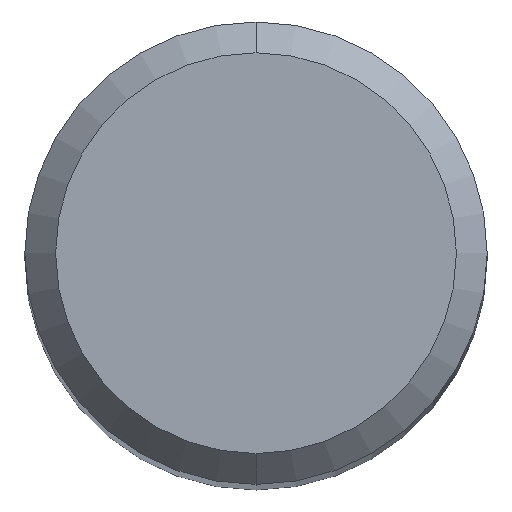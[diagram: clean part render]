
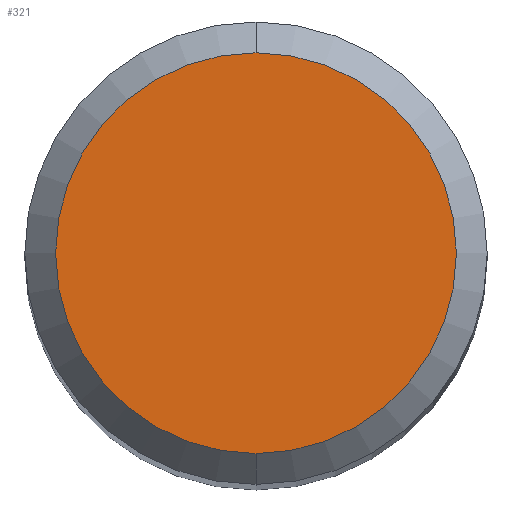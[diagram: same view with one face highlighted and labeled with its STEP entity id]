
A CAD part, top view. The second image highlights one B-rep face of the part: STEP entity #321.
In plain terms, the highlighted planar face has unit normal (0, 0, 1).
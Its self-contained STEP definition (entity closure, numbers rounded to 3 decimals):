
#321=ADVANCED_FACE('',(#872),#873,.T.);
#623=VERTEX_POINT('',#1196);
#703=VERTEX_POINT('',#1285);
#719=EDGE_CURVE('',#703,#623,#1302,.T.);
#797=EDGE_CURVE('',#623,#703,#1391,.T.);
#872=FACE_OUTER_BOUND('',#1549,.T.);
#873=PLANE('',#1550);
#1196=CARTESIAN_POINT('',(0.0,2.6,0.0));
#1285=CARTESIAN_POINT('',(0.,-2.6,0.0));
#1302=CIRCLE('',#3618,2.6);
#1391=CIRCLE('',#4092,2.6);
#1549=EDGE_LOOP('',(#4260,#4261));
#1550=AXIS2_PLACEMENT_3D('',#4262,#4263,#4264);
#3618=AXIS2_PLACEMENT_3D('',#4713,#4714,#4715);
#4092=AXIS2_PLACEMENT_3D('',#4860,#4861,#4862);
#4260=ORIENTED_EDGE('',*,*,#797,.F.);
#4261=ORIENTED_EDGE('',*,*,#719,.F.);
#4262=CARTESIAN_POINT('',(0.0,1.3,0.0));
#4263=DIRECTION('',(-0.0,0.0,1.0));
#4264=DIRECTION('',(0.0,-1.0,0.0));
#4713=CARTESIAN_POINT('',(0.0,0.0,0.0));
#4714=DIRECTION('',(0.0,0.0,-1.0));
#4715=DIRECTION('',(0.0,1.0,0.0));
#4860=CARTESIAN_POINT('',(0.0,0.0,0.0));
#4861=DIRECTION('',(0.0,0.0,-1.0));
#4862=DIRECTION('',(0.0,1.0,0.0));
